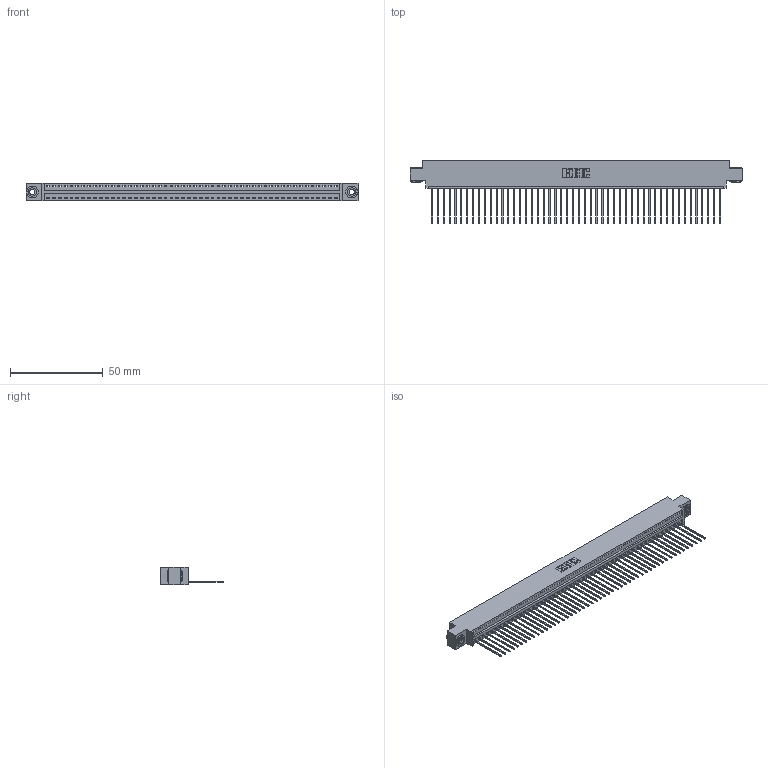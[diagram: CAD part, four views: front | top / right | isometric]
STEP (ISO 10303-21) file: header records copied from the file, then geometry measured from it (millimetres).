
FILE_DESCRIPTION (( 'STEP AP203' ), '1' );
FILE_NAME ('346-050-541-603.STEP', '2022-05-10T03:53:36', ( '' ), ( '' ), 'SwSTEP 2.0', 'SolidWorks 2020', '' );
FILE_SCHEMA (( 'CONFIG_CONTROL_DESIGN' ));
Length unit declared in the file: inch
Products named in the file (4): 345-292-001_345-293-141; 346 Part_0.170 Offset - 0.156 Dia-TH; 345-250-002_345-250-002-102; 346-050-541-603
Assembly tree (53 placements, depth 2):
  346-050-541-603
    346 Part_0.170 Offset - 0.156 Dia-TH
    345-292-001_345-293-141  x50
    345-250-002_345-250-002-102  x2
Bounding box: 179.32 x 34.29 x 9.4 mm (x, y, z)
Volume: 17232.1 mm3; surface area: 23021.6 mm2
Topology: 53 solids, 53 shells, 3078 faces, 9253 edges, 6098 vertices
Faces by surface type: plane 2104, cylinder 966, cone 8
Entity records: 31170 total; most frequent: CARTESIAN_POINT 5323, ORIENTED_EDGE 5298, DIRECTION 4715, EDGE_CURVE 2649, LINE 2293, VECTOR 2293, VERTEX_POINT 1762, AXIS2_PLACEMENT_3D 1211
